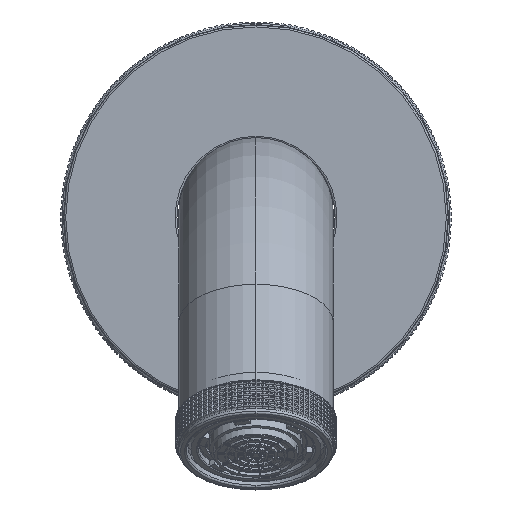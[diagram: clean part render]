
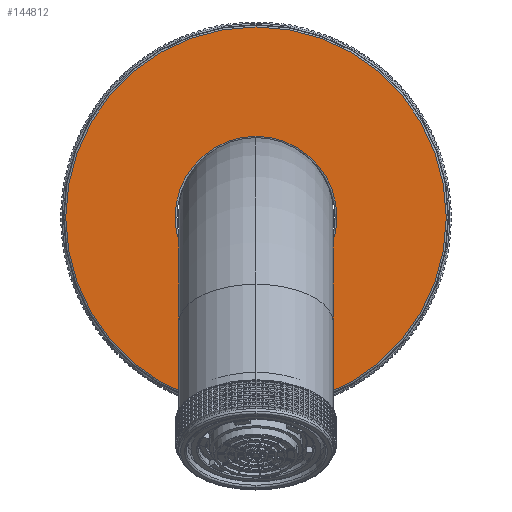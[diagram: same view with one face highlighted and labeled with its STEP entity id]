
A CAD part, top view. The second image highlights one B-rep face of the part: STEP entity #144812.
In plain terms, the highlighted planar face has unit normal (0, 0, 1).
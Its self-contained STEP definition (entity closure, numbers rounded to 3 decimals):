
#1871 = DIRECTION ( 'NONE',  ( 0., -1., 0. ) ) ;
#7075 = AXIS2_PLACEMENT_3D ( 'NONE', #79061, #138936, #176639 ) ;
#8253 = AXIS2_PLACEMENT_3D ( 'NONE', #35235, #72923, #249718 ) ;
#12525 = EDGE_CURVE ( 'NONE', #18014, #102907, #254668, .T. ) ;
#13855 = AXIS2_PLACEMENT_3D ( 'NONE', #218180, #24442, #220736 ) ;
#18014 = VERTEX_POINT ( 'NONE', #203644 ) ;
#20257 = CARTESIAN_POINT ( 'NONE',  ( 0., 0., 48.941 ) ) ;
#20929 = AXIS2_PLACEMENT_3D ( 'NONE', #120183, #138437, #1871 ) ;
#24442 = DIRECTION ( 'NONE',  ( 0., 0., 1. ) ) ;
#31375 = FACE_BOUND ( 'NONE', #101404, .T. ) ;
#35235 = CARTESIAN_POINT ( 'NONE',  ( 0., 0., 48.941 ) ) ;
#61096 = CARTESIAN_POINT ( 'NONE',  ( 0., -13.05, 48.941 ) ) ;
#68260 = CIRCLE ( 'NONE', #225983, 30.7 ) ;
#70336 = PLANE ( 'NONE',  #8253 ) ;
#72923 = DIRECTION ( 'NONE',  ( 0., 0., 1. ) ) ;
#77456 = DIRECTION ( 'NONE',  ( 0., 0., 1. ) ) ;
#79061 = CARTESIAN_POINT ( 'NONE',  ( 0., 0., 48.941 ) ) ;
#80263 = ORIENTED_EDGE ( 'NONE', *, *, #12525, .T. ) ;
#95005 = FACE_OUTER_BOUND ( 'NONE', #149665, .T. ) ;
#101404 = EDGE_LOOP ( 'NONE', ( #120783, #116979 ) ) ;
#102907 = VERTEX_POINT ( 'NONE', #166597 ) ;
#114085 = ORIENTED_EDGE ( 'NONE', *, *, #140659, .T. ) ;
#116391 = EDGE_CURVE ( 'NONE', #242382, #161583, #251969, .T. ) ;
#116979 = ORIENTED_EDGE ( 'NONE', *, *, #191476, .T. ) ;
#120183 = CARTESIAN_POINT ( 'NONE',  ( 0., 0., 48.941 ) ) ;
#120783 = ORIENTED_EDGE ( 'NONE', *, *, #116391, .T. ) ;
#138437 = DIRECTION ( 'NONE',  ( 0., 0., -1. ) ) ;
#138936 = DIRECTION ( 'NONE',  ( 0., 0., -1. ) ) ;
#140659 = EDGE_CURVE ( 'NONE', #102907, #18014, #68260, .T. ) ;
#144812 = ADVANCED_FACE ( 'NONE', ( #31375, #95005 ), #70336, .T. ) ;
#149665 = EDGE_LOOP ( 'NONE', ( #114085, #80263 ) ) ;
#161583 = VERTEX_POINT ( 'NONE', #171324 ) ;
#166597 = CARTESIAN_POINT ( 'NONE',  ( 0., -30.7, 48.941 ) ) ;
#171324 = CARTESIAN_POINT ( 'NONE',  ( 0., 13.05, 48.941 ) ) ;
#176639 = DIRECTION ( 'NONE',  ( 0., -1., 0. ) ) ;
#177555 = DIRECTION ( 'NONE',  ( 0., -1., 0. ) ) ;
#182749 = CIRCLE ( 'NONE', #20929, 13.05 ) ;
#191476 = EDGE_CURVE ( 'NONE', #161583, #242382, #182749, .T. ) ;
#203644 = CARTESIAN_POINT ( 'NONE',  ( 0., 30.7, 48.941 ) ) ;
#218180 = CARTESIAN_POINT ( 'NONE',  ( 0., 0., 48.941 ) ) ;
#220736 = DIRECTION ( 'NONE',  ( 0., -1., 0. ) ) ;
#225983 = AXIS2_PLACEMENT_3D ( 'NONE', #20257, #77456, #177555 ) ;
#242382 = VERTEX_POINT ( 'NONE', #61096 ) ;
#249718 = DIRECTION ( 'NONE',  ( 0., -1., 0. ) ) ;
#251969 = CIRCLE ( 'NONE', #7075, 13.05 ) ;
#254668 = CIRCLE ( 'NONE', #13855, 30.7 ) ;
